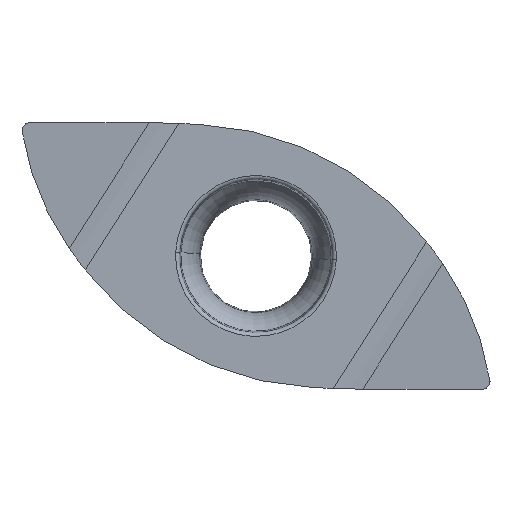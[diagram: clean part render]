
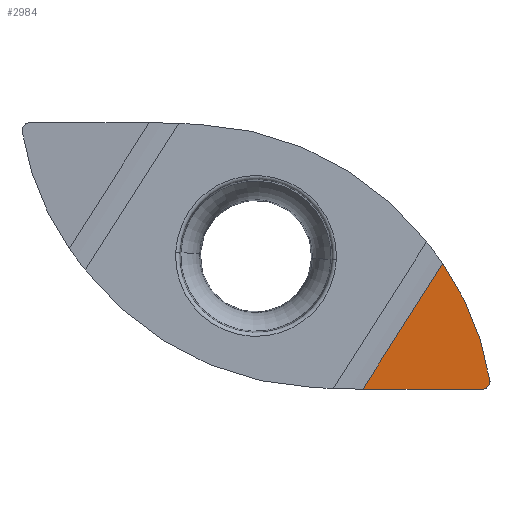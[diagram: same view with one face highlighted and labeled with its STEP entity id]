
A CAD part, top view. The second image highlights one B-rep face of the part: STEP entity #2984.
In plain terms, the highlighted planar face has unit normal (0.218, -0.139, 0.966).
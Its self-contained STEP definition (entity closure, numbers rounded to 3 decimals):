
#837=CARTESIAN_POINT('',(11.64,-6.814,-1.565));
#838=CARTESIAN_POINT('',(11.642,-6.814,-1.566));
#839=CARTESIAN_POINT('',(11.647,-6.813,-1.567));
#840=CARTESIAN_POINT('',(11.655,-6.813,-1.568));
#841=CARTESIAN_POINT('',(11.663,-6.812,-1.57));
#842=CARTESIAN_POINT('',(11.67,-6.811,-1.572));
#843=CARTESIAN_POINT('',(11.678,-6.81,-1.573));
#844=CARTESIAN_POINT('',(11.685,-6.808,-1.575));
#845=CARTESIAN_POINT('',(11.692,-6.806,-1.576));
#846=CARTESIAN_POINT('',(11.7,-6.804,-1.577));
#847=CARTESIAN_POINT('',(11.707,-6.802,-1.579));
#848=CARTESIAN_POINT('',(11.714,-6.799,-1.58));
#849=CARTESIAN_POINT('',(11.721,-6.796,-1.581));
#850=CARTESIAN_POINT('',(11.728,-6.793,-1.582));
#851=CARTESIAN_POINT('',(11.734,-6.79,-1.583));
#852=CARTESIAN_POINT('',(11.741,-6.786,-1.584));
#853=CARTESIAN_POINT('',(11.747,-6.782,-1.585));
#854=CARTESIAN_POINT('',(11.754,-6.778,-1.586));
#855=CARTESIAN_POINT('',(11.76,-6.773,-1.586));
#856=CARTESIAN_POINT('',(11.766,-6.769,-1.587));
#857=CARTESIAN_POINT('',(11.771,-6.764,-1.588));
#858=CARTESIAN_POINT('',(11.777,-6.759,-1.588));
#859=CARTESIAN_POINT('',(11.782,-6.754,-1.589));
#860=CARTESIAN_POINT('',(11.787,-6.748,-1.589));
#861=CARTESIAN_POINT('',(11.792,-6.743,-1.589));
#862=CARTESIAN_POINT('',(11.795,-6.739,-1.59));
#863=CARTESIAN_POINT('',(11.797,-6.737,-1.59));
#868=DIRECTION('',(0.538,0.843,0.));
#869=VECTOR('',#868,7.612);
#870=CARTESIAN_POINT('',(5.467,-6.814,
-0.17));
#871=LINE('',#870,#869);
#875=CARTESIAN_POINT('',(11.976,-6.406,-1.582));
#876=CARTESIAN_POINT('',(11.967,-6.345,-1.572));
#877=CARTESIAN_POINT('',(11.948,-6.225,-1.55));
#878=CARTESIAN_POINT('',(11.916,-6.045,-1.517));
#879=CARTESIAN_POINT('',(11.883,-5.865,-1.483));
#880=CARTESIAN_POINT('',(11.847,-5.686,-1.45));
#881=CARTESIAN_POINT('',(11.809,-5.507,-1.415));
#882=CARTESIAN_POINT('',(11.769,-5.329,-1.38));
#883=CARTESIAN_POINT('',(11.726,-5.152,-1.345));
#884=CARTESIAN_POINT('',(11.681,-4.975,-1.31));
#885=CARTESIAN_POINT('',(11.634,-4.799,-1.274));
#886=CARTESIAN_POINT('',(11.585,-4.624,-1.237));
#887=CARTESIAN_POINT('',(11.533,-4.449,-1.201));
#888=CARTESIAN_POINT('',(11.48,-4.275,-1.163));
#889=CARTESIAN_POINT('',(11.424,-4.102,-1.126));
#890=CARTESIAN_POINT('',(11.366,-3.929,-1.088));
#891=CARTESIAN_POINT('',(11.306,-3.758,-1.05));
#892=CARTESIAN_POINT('',(11.243,-3.587,-1.011));
#893=CARTESIAN_POINT('',(11.179,-3.417,
-0.972));
#894=CARTESIAN_POINT('',(11.112,-3.248,
-0.932));
#895=CARTESIAN_POINT('',(11.043,-3.08,
-0.893));
#896=CARTESIAN_POINT('',(10.972,-2.913,
-0.853));
#897=CARTESIAN_POINT('',(10.899,-2.747,
-0.812));
#898=CARTESIAN_POINT('',(10.824,-2.582,
-0.771));
#899=CARTESIAN_POINT('',(10.747,-2.418,
-0.73));
#900=CARTESIAN_POINT('',(10.668,-2.256,
-0.689));
#901=CARTESIAN_POINT('',(10.586,-2.094,
-0.647));
#902=CARTESIAN_POINT('',(10.503,-1.933,
-0.605));
#903=CARTESIAN_POINT('',(10.417,-1.774,
-0.563));
#904=CARTESIAN_POINT('',(10.33,-1.615,
-0.52));
#905=CARTESIAN_POINT('',(10.24,-1.458,
-0.478));
#906=CARTESIAN_POINT('',(10.149,-1.302,
-0.435));
#907=CARTESIAN_POINT('',(10.055,-1.148,
-0.391));
#908=CARTESIAN_POINT('',(9.96,-0.994,
-0.347));
#909=CARTESIAN_POINT('',(9.863,-0.842,
-0.304));
#910=CARTESIAN_POINT('',(9.763,-0.692,
-0.259));
#911=CARTESIAN_POINT('',(9.662,-0.542,
-0.215));
#912=CARTESIAN_POINT('',(9.593,-0.444,
-0.185));
#913=CARTESIAN_POINT('',(9.559,-0.395,
-0.17));
#918=CARTESIAN_POINT('',(11.936,-6.56,-1.596));
#919=CARTESIAN_POINT('',(11.938,-6.558,-1.596));
#920=CARTESIAN_POINT('',(11.941,-6.554,-1.596));
#921=CARTESIAN_POINT('',(11.945,-6.548,-1.596));
#922=CARTESIAN_POINT('',(11.949,-6.542,-1.596));
#923=CARTESIAN_POINT('',(11.953,-6.535,-1.596));
#924=CARTESIAN_POINT('',(11.956,-6.529,-1.596));
#925=CARTESIAN_POINT('',(11.959,-6.522,-1.595));
#926=CARTESIAN_POINT('',(11.962,-6.515,-1.595));
#927=CARTESIAN_POINT('',(11.965,-6.508,-1.595));
#928=CARTESIAN_POINT('',(11.968,-6.502,-1.594));
#929=CARTESIAN_POINT('',(11.97,-6.494,-1.594));
#930=CARTESIAN_POINT('',(11.972,-6.487,-1.593));
#931=CARTESIAN_POINT('',(11.974,-6.48,-1.593));
#932=CARTESIAN_POINT('',(11.975,-6.473,-1.592));
#933=CARTESIAN_POINT('',(11.977,-6.465,-1.591));
#934=CARTESIAN_POINT('',(11.978,-6.458,-1.59));
#935=CARTESIAN_POINT('',(11.978,-6.451,-1.589));
#936=CARTESIAN_POINT('',(11.979,-6.443,-1.588));
#937=CARTESIAN_POINT('',(11.979,-6.436,-1.587));
#938=CARTESIAN_POINT('',(11.979,-6.428,-1.586));
#939=CARTESIAN_POINT('',(11.978,-6.421,-1.585));
#940=CARTESIAN_POINT('',(11.977,-6.413,-1.584));
#941=CARTESIAN_POINT('',(11.977,-6.408,-1.583));
#942=CARTESIAN_POINT('',(11.976,-6.406,-1.582));
#947=DIRECTION('',(-0.617,-0.786,0.026));
#948=VECTOR('',#947,0.225);
#949=CARTESIAN_POINT('',(11.936,-6.56,-1.596));
#950=LINE('',#949,#948);
#1004=CARTESIAN_POINT('',(11.64,-6.814,
-1.565));
#1092=CARTESIAN_POINT('',(5.467,-6.814,
-0.17));
#1101=DIRECTION('',(-0.975,0.,0.22));
#1102=VECTOR('',#1101,6.329);
#1103=CARTESIAN_POINT('',(11.64,-6.814,
-1.565));
#1104=LINE('',#1103,#1102);
#1924=CARTESIAN_POINT('',(9.559,-0.395,
-0.17));
#1953=VERTEX_POINT('',#1092);
#1964=VERTEX_POINT('',#1924);
#2044=VERTEX_POINT('',#1004);
#2045=VERTEX_POINT('',#863);
#2046=VERTEX_POINT('',#918);
#2047=VERTEX_POINT('',#942);
#2967=CARTESIAN_POINT('',(-2.534,-19.364,
-0.17));
#2968=DIRECTION('',(-0.218,0.139,-0.966));
#2969=DIRECTION('',(0.814,-0.519,-0.259));
#2970=AXIS2_PLACEMENT_3D('',#2967,#2968,#2969);
#2971=PLANE('',#2970);
#2973=ORIENTED_EDGE('',*,*,#2972,.F.);
#2975=ORIENTED_EDGE('',*,*,#2974,.T.);
#2977=ORIENTED_EDGE('',*,*,#2976,.T.);
#2978=ORIENTED_EDGE('',*,*,#2839,.F.);
#2979=ORIENTED_EDGE('',*,*,#2959,.F.);
#2981=ORIENTED_EDGE('',*,*,#2980,.T.);
#2982=EDGE_LOOP('',(#2973,#2975,#2977,#2978,#2979,#2981));
#2983=FACE_OUTER_BOUND('',#2982,.F.);
#864=B_SPLINE_CURVE_WITH_KNOTS('',3,(#837,#838,#839,#840,#841,#842,#843,#844,
#845,#846,#847,#848,#849,#850,#851,#852,#853,#854,#855,#856,#857,#858,#859,#860,
#861,#862,#863),.UNSPECIFIED.,.F.,.F.,(4,1,1,1,1,1,1,1,1,1,1,1,1,1,1,1,1,1,1,1,
1,1,1,1,4),(0.,0.042,0.083,0.125,0.167,
0.208,0.25,0.292,0.333,0.375,
0.417,0.458,0.5,0.542,0.583,
0.625,0.667,0.708,0.75,0.792,
0.833,0.875,0.917,0.958,1.),
.UNSPECIFIED.);
#914=B_SPLINE_CURVE_WITH_KNOTS('',3,(#875,#876,#877,#878,#879,#880,#881,#882,
#883,#884,#885,#886,#887,#888,#889,#890,#891,#892,#893,#894,#895,#896,#897,#898,
#899,#900,#901,#902,#903,#904,#905,#906,#907,#908,#909,#910,#911,#912,#913),
.UNSPECIFIED.,.F.,.F.,(4,1,1,1,1,1,1,1,1,1,1,1,1,1,1,1,1,1,1,1,1,1,1,1,1,1,1,1,
1,1,1,1,1,1,1,1,4),(0.,0.028,0.056,0.083,
0.111,0.139,0.167,0.194,
0.222,0.25,0.278,0.306,0.333,
0.361,0.389,0.417,0.444,
0.472,0.5,0.528,0.556,0.583,
0.611,0.639,0.667,0.694,
0.722,0.75,0.778,0.806,0.833,
0.861,0.889,0.917,0.944,
0.972,1.),.UNSPECIFIED.);
#943=B_SPLINE_CURVE_WITH_KNOTS('',3,(#918,#919,#920,#921,#922,#923,#924,#925,
#926,#927,#928,#929,#930,#931,#932,#933,#934,#935,#936,#937,#938,#939,#940,#941,
#942),.UNSPECIFIED.,.F.,.F.,(4,1,1,1,1,1,1,1,1,1,1,1,1,1,1,1,1,1,1,1,1,1,4),(
0.,0.045,0.091,0.136,0.182,
0.227,0.273,0.318,0.364,
0.409,0.455,0.5,0.545,0.591,
0.636,0.682,0.727,0.773,
0.818,0.864,0.909,0.955,1.),
.UNSPECIFIED.);
#2839=EDGE_CURVE('',#2047,#1964,#914,.T.);
#2959=EDGE_CURVE('',#2046,#2047,#943,.T.);
#2972=EDGE_CURVE('',#2044,#2045,#864,.T.);
#2974=EDGE_CURVE('',#2044,#1953,#1104,.T.);
#2976=EDGE_CURVE('',#1953,#1964,#871,.T.);
#2980=EDGE_CURVE('',#2046,#2045,#950,.T.);
#2984=ADVANCED_FACE('',(#2983),#2971,.F.);
